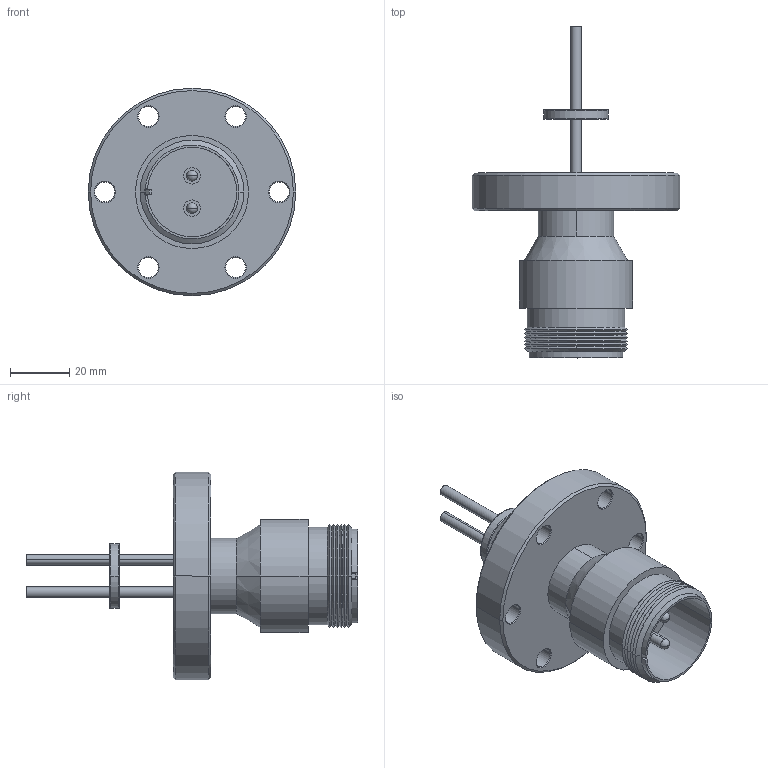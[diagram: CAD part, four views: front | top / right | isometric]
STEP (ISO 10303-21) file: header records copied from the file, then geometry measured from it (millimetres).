
FILE_DESCRIPTION (( 'STEP AP203' ), '1' );
FILE_NAME ('A5077-1-CF.STEP', '2013-03-21T12:34:05', ( '' ), ( '' ), 'SwSTEP 2.0', 'SolidWorks 2012', '' );
FILE_SCHEMA (( 'CONFIG_CONTROL_DESIGN' ));
Length unit declared in the file: inch
Products named in the file (1): A5077-1-CF
Bounding box: 69.85 x 111.76 x 69.85 mm (x, y, z)
Volume: 56141.2 mm3; surface area: 27725.5 mm2
Topology: 1 solids, 2 shells, 192 faces, 432 edges, 261 vertices
Faces by surface type: cone 78, cylinder 74, plane 32, torus 8
Entity records: 5781 total; most frequent: CARTESIAN_POINT 1198, DIRECTION 1054, ORIENTED_EDGE 856, AXIS2_PLACEMENT_3D 439, EDGE_CURVE 428, VERTEX_POINT 261, CIRCLE 246, EDGE_LOOP 237
